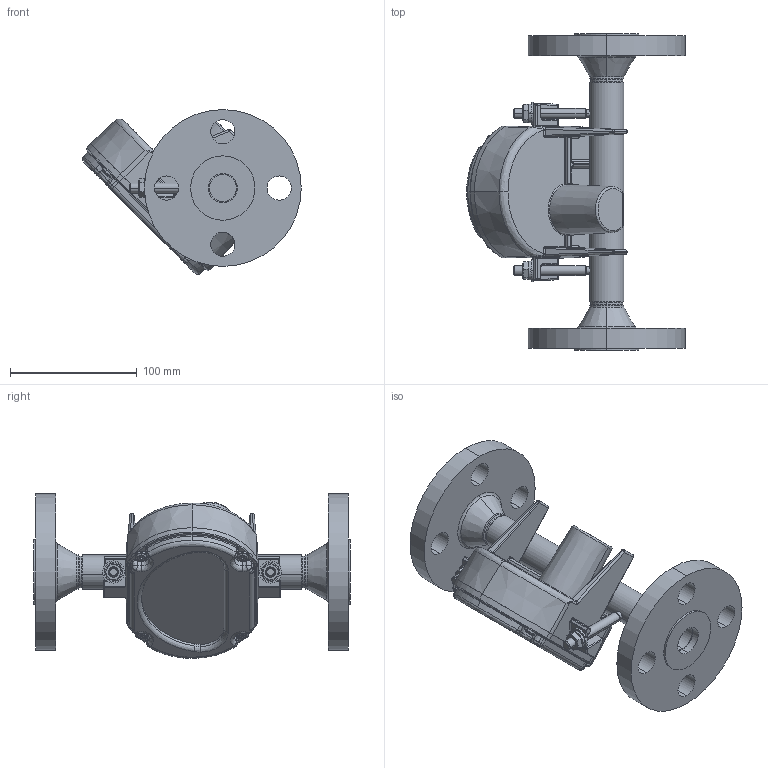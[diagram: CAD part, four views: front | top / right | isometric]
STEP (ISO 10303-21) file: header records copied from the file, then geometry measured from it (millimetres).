
FILE_DESCRIPTION (( 'STEP AP203' ), '1' );
FILE_NAME ('3809G-C-07-G-2-A-0.STEP', '2022-02-02T16:10:52', ( '' ), ( '' ), 'SwSTEP 2.0', 'SolidWorks 2020', '' );
FILE_SCHEMA (( 'CONFIG_CONTROL_DESIGN' ));
Products named in the file (1): 3809G-C-07-G-2-A-0
Bounding box: 172.45 x 250 x 130.06 mm (x, y, z)
Volume: 702131.6 mm3; surface area: 211455.3 mm2
Topology: 16 solids, 16 shells, 1504 faces, 3691 edges, 2207 vertices
Faces by surface type: cylinder 580, bspline 489, plane 217, cone 194, torus 24
Entity records: 99467 total; most frequent: CARTESIAN_POINT 67351, ORIENTED_EDGE 7278, DIRECTION 6070, EDGE_CURVE 3639, AXIS2_PLACEMENT_3D 2471, VERTEX_POINT 2207, EDGE_LOOP 1588, ADVANCED_FACE 1504
